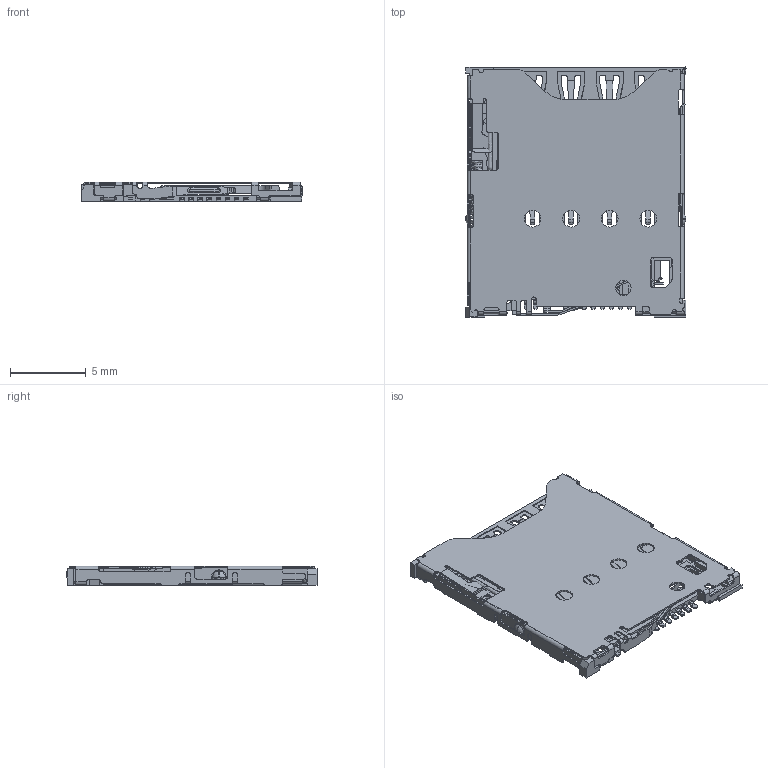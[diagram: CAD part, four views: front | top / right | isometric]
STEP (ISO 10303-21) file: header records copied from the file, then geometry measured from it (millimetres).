
FILE_DESCRIPTION(/* description */ ('Unknown'),/* implementation_level */ '2;1');
FILE_NAME(/* name */ '693021010811',/* time_stamp */ '2018-03-28T10:40:18+02:00',/* author */ ('Unknown'),/* organization */ ('Unknown'),/* preprocessor_version */ 'ST-DEVELOPER v16.7',/* originating_system */ 'DEX',/* authorisation */ $);
FILE_SCHEMA (('AUTOMOTIVE_DESIGN {1 0 10303 214 3 1 1}'));
Products named in the file (7): 693021010811; 693021010811_Levier; 693021010811_Ressort; 693021010811_Agraphe; 693021010811_Shielding
Assembly tree (6 placements, depth 2):
  693021010811
    693021010811
    693021010811
    693021010811_Levier
    693021010811_Ressort
    693021010811_Agraphe
    693021010811_Shielding
Bounding box: 14.55 x 16.48 x 1.29 mm (x, y, z)
Volume: 81.9 mm3; surface area: 1286.7 mm2
Topology: 18 solids, 18 shells, 2864 faces, 8356 edges, 5448 vertices
Faces by surface type: plane 2102, cylinder 730, torus 13, sphere 12, bspline 6, cone 1
Full cylindrical faces by diameter (mm): 0.3 x3, 0.32 x1, 0.4 x5, 1 x1, 1.1 x4
Entity records: 97421 total; most frequent: CARTESIAN_POINT 19979, ORIENTED_EDGE 16640, DIRECTION 15611, EDGE_CURVE 8320, LINE 6701, VECTOR 6701, VERTEX_POINT 5440, AXIS2_PLACEMENT_3D 4455
